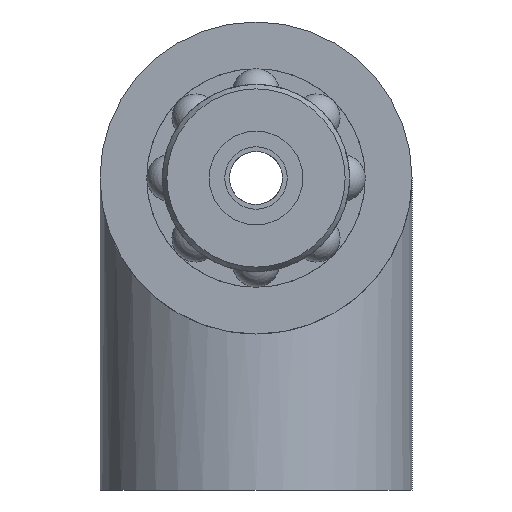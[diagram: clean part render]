
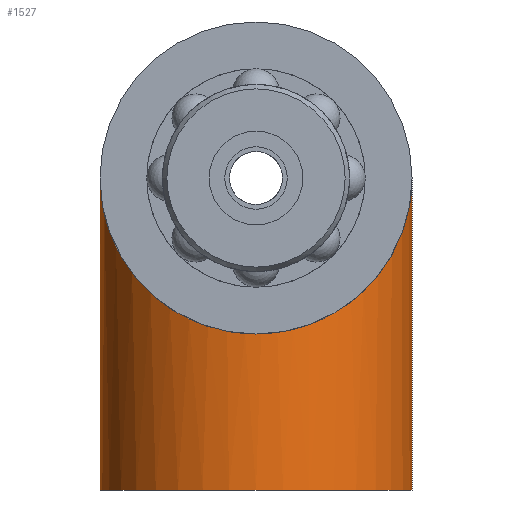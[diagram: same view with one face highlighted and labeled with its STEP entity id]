
A CAD part, left-side view. The second image highlights one B-rep face of the part: STEP entity #1527.
In plain terms, the highlighted cylindrical face has radius 10 mm (diameter 20 mm), a full revolution.
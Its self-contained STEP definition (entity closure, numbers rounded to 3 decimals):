
#15=ELLIPSE('',#1781,14.142,10.);
#16=ELLIPSE('',#1782,14.142,10.);
#17=ELLIPSE('',#1783,14.142,10.);
#131=LINE('',#3195,#180);
#180=VECTOR('',#2296,10.);
#227=CYLINDRICAL_SURFACE('',#1779,10.);
#317=FACE_OUTER_BOUND('',#419,.T.);
#419=EDGE_LOOP('',(#1386,#1387,#1388,#1389,#1390,#1391));
#566=CIRCLE('',#1780,10.);
#711=VERTEX_POINT('',#3192);
#712=VERTEX_POINT('',#3194);
#713=VERTEX_POINT('',#3196);
#714=VERTEX_POINT('',#3198);
#939=EDGE_CURVE('',#711,#711,#566,.T.);
#940=EDGE_CURVE('',#711,#712,#131,.T.);
#941=EDGE_CURVE('',#713,#712,#15,.T.);
#942=EDGE_CURVE('',#714,#713,#16,.T.);
#943=EDGE_CURVE('',#712,#714,#17,.T.);
#1386=ORIENTED_EDGE('',*,*,#939,.F.);
#1387=ORIENTED_EDGE('',*,*,#940,.T.);
#1388=ORIENTED_EDGE('',*,*,#941,.F.);
#1389=ORIENTED_EDGE('',*,*,#942,.F.);
#1390=ORIENTED_EDGE('',*,*,#943,.F.);
#1391=ORIENTED_EDGE('',*,*,#940,.F.);
#1527=ADVANCED_FACE('',(#317),#227,.T.);
#1779=AXIS2_PLACEMENT_3D('',#3191,#2292,#2293);
#1780=AXIS2_PLACEMENT_3D('',#3193,#2294,#2295);
#1781=AXIS2_PLACEMENT_3D('',#3197,#2297,#2298);
#1782=AXIS2_PLACEMENT_3D('',#3199,#2299,#2300);
#1783=AXIS2_PLACEMENT_3D('',#3200,#2301,#2302);
#2292=DIRECTION('center_axis',(0.,0.,-1.));
#2293=DIRECTION('ref_axis',(-1.,0.,0.));
#2294=DIRECTION('center_axis',(0.,0.,-1.));
#2295=DIRECTION('ref_axis',(-1.,0.,0.));
#2296=DIRECTION('',(0.,0.,1.));
#2297=DIRECTION('center_axis',(0.707,0.,0.707));
#2298=DIRECTION('ref_axis',(-0.707,0.,0.707));
#2299=DIRECTION('center_axis',(-0.707,0.,0.707));
#2300=DIRECTION('ref_axis',(-0.707,0.,-0.707));
#2301=DIRECTION('center_axis',(0.707,0.,0.707));
#2302=DIRECTION('ref_axis',(-0.707,0.,0.707));
#3191=CARTESIAN_POINT('Origin',(0.,0.,0.));
#3192=CARTESIAN_POINT('',(10.,0.,-20.));
#3193=CARTESIAN_POINT('Origin',(0.,0.,-20.));
#3194=CARTESIAN_POINT('',(10.,0.,-10.));
#3195=CARTESIAN_POINT('',(10.,0.,0.));
#3196=CARTESIAN_POINT('',(0.,-10.,0.));
#3197=CARTESIAN_POINT('Origin',(0.,0.,0.));
#3198=CARTESIAN_POINT('',(0.,10.,0.));
#3199=CARTESIAN_POINT('Origin',(0.,0.,0.));
#3200=CARTESIAN_POINT('Origin',(0.,0.,0.));
